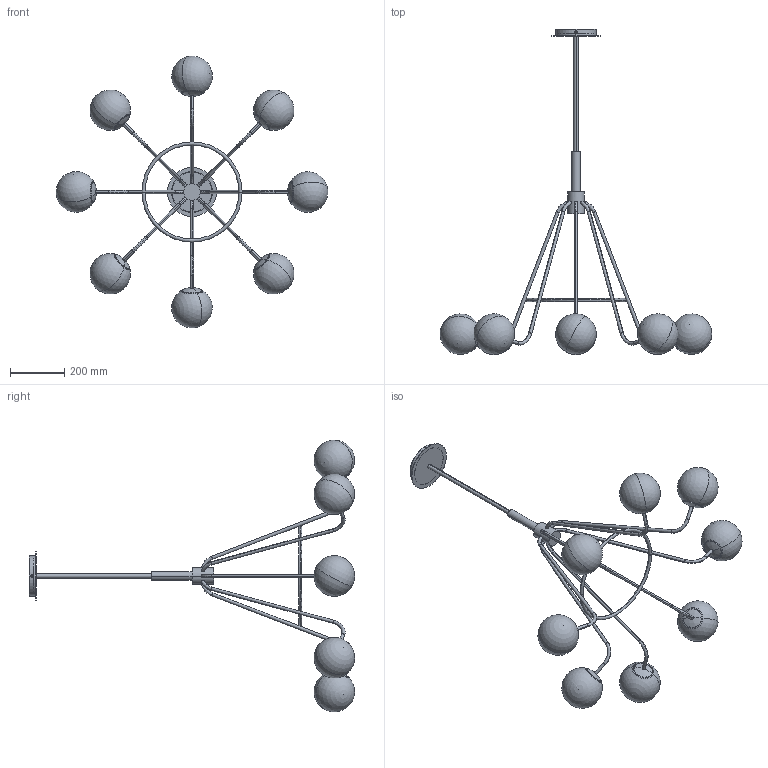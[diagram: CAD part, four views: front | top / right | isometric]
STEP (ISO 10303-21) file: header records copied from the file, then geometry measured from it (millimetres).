
FILE_DESCRIPTION (( 'STEP AP203' ), '1' );
FILE_NAME ('BK FY P_exported.step', '2025-03-28T04:15:57', ( '' ), ( '' ), 'SwSTEP 2.0', 'SolidWorks 2024', '' );
FILE_SCHEMA (( 'CONFIG_CONTROL_DESIGN' ));
Length unit declared in the file: millimetre
Products named in the file (1): BK FY P_exported
Bounding box: 1002.7 x 1199.73 x 1002.7 mm (x, y, z)
Surface area: 968986.6 mm2 (no closed solid volume)
Topology: 0 solids, 30 shells, 192 faces, 544 edges, 352 vertices
Faces by surface type: cylinder 57, torus 54, sphere 48, bspline 16, plane 13, cone 4
Entity records: 9876 total; most frequent: CARTESIAN_POINT 5029, DIRECTION 1142, ORIENTED_EDGE 850, AXIS2_PLACEMENT_3D 523, EDGE_CURVE 504, CIRCLE 346, VERTEX_POINT 328, EDGE_LOOP 211
